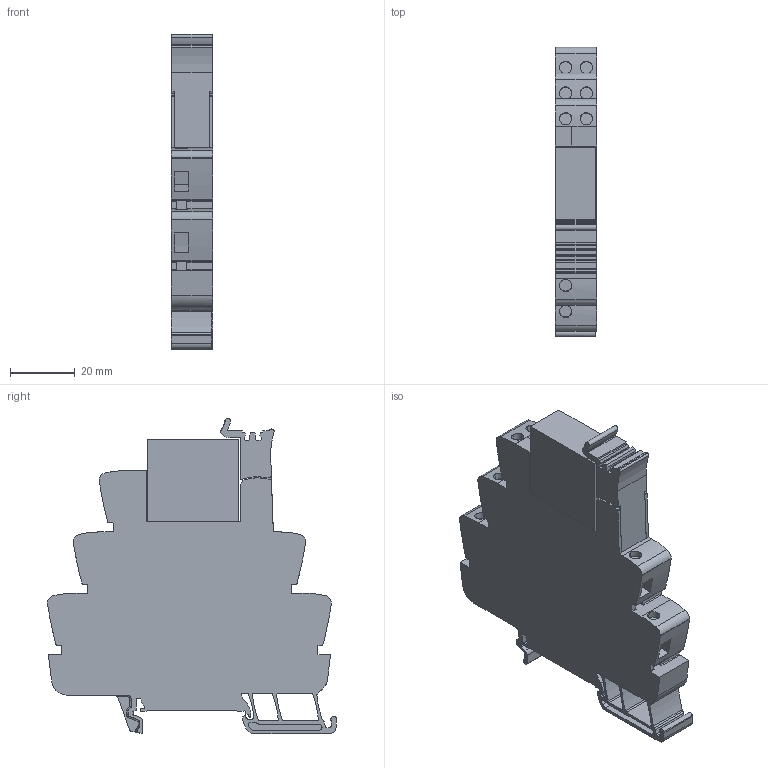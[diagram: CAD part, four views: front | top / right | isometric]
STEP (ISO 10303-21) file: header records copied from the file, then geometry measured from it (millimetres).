
FILE_DESCRIPTION(('CATIA V5 STEP Exchange','CAx-IF Rec.Pracs.--- Model Styling and Organization---1.5--- 2016-08-15','CAx-IF Rec.Pracs.---Supplemental Geometry---1.0---2011-11-01','CAx-IF Rec.Pracs.--- Composite Materials ---1.1---2010-07-15'),'2;1');
FILE_NAME ('D1405044_2', '2025-09-23T06:46:11+00:00', ('none'), ('Weidmueller'), 'CATIA Version 5-6 Release 2024 SP4', 'CATIA V5 STEP AP214 v3', 'none');
FILE_SCHEMA(('AUTOMOTIVE_DESIGN { 1 0 10303 214 1 1 1 1 }'));
Length unit declared in the file: millimetre
Products named in the file (1): S3D_TRS_24VUC_2CO_FG
Bounding box: 12.8 x 89.55 x 97.6 mm (x, y, z)
Volume: 68940.8 mm3; surface area: 22180.3 mm2
Topology: 1 solids, 1 shells, 433 faces, 1351 edges, 931 vertices
Faces by surface type: plane 206, cylinder 187, extrusion 22, bspline 9, torus 5, sphere 4
Entity records: 15821 total; most frequent: CARTESIAN_POINT 4293, ORIENTED_EDGE 2690, DIRECTION 1849, EDGE_CURVE 1345, VERTEX_POINT 931, VECTOR 895, LINE 873, AXIS2_PLACEMENT_3D 657
